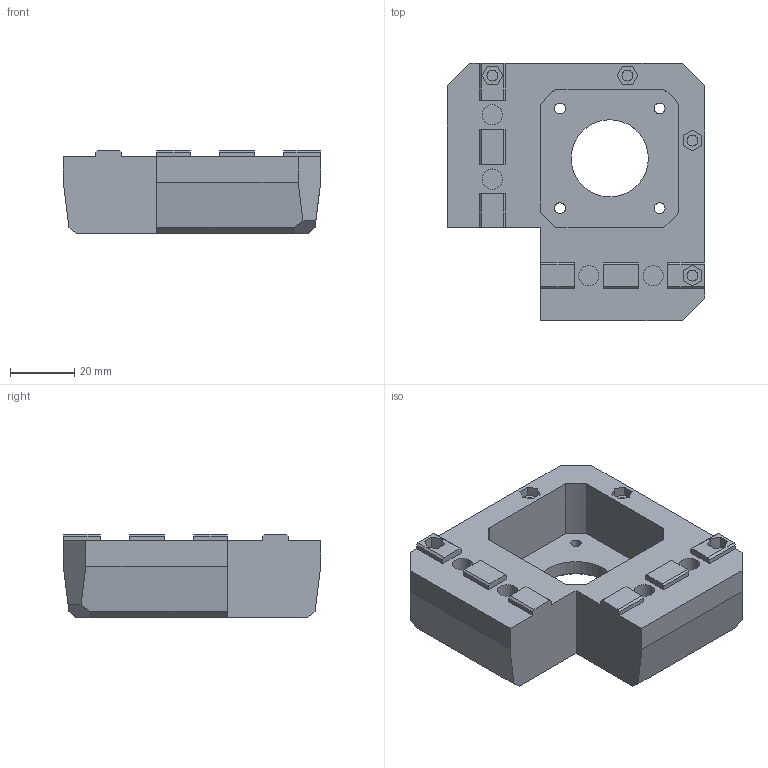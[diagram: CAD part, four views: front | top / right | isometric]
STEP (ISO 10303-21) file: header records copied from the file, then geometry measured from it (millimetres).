
FILE_DESCRIPTION(/* description */ (''),/* implementation_level */ '2;1');
FILE_NAME(/* name */ 'lead_screw_motor_cage_front_3.1.step',/* time_stamp */ '2022-06-06T13:09:42+01:00',/* author */ (''),/* organization */ (''),/* preprocessor_version */ 'ST-DEVELOPER v19',/* originating_system */ 'Autodesk Translation Framework v11.7.0.108',/* authorisation */ '');
FILE_SCHEMA (('AUTOMOTIVE_DESIGN { 1 0 10303 214 3 1 1 }'));
Length unit declared in the file: millimetre
Products named in the file (1): lead_screw_motor_cage_front_3.1
Bounding box: 80 x 80 x 26 mm (x, y, z)
Volume: 82449.1 mm3; surface area: 24263.8 mm2
Topology: 1 solids, 1 shells, 163 faces, 417 edges, 275 vertices
Faces by surface type: plane 125, cylinder 25, cone 13
Full cylindrical faces by diameter (mm): 3.4 x8, 6.3 x4, 11 x4, 24 x1
Entity records: 4935 total; most frequent: CARTESIAN_POINT 872, ORIENTED_EDGE 834, DIRECTION 808, EDGE_CURVE 417, LINE 338, VECTOR 338, VERTEX_POINT 275, AXIS2_PLACEMENT_3D 235
